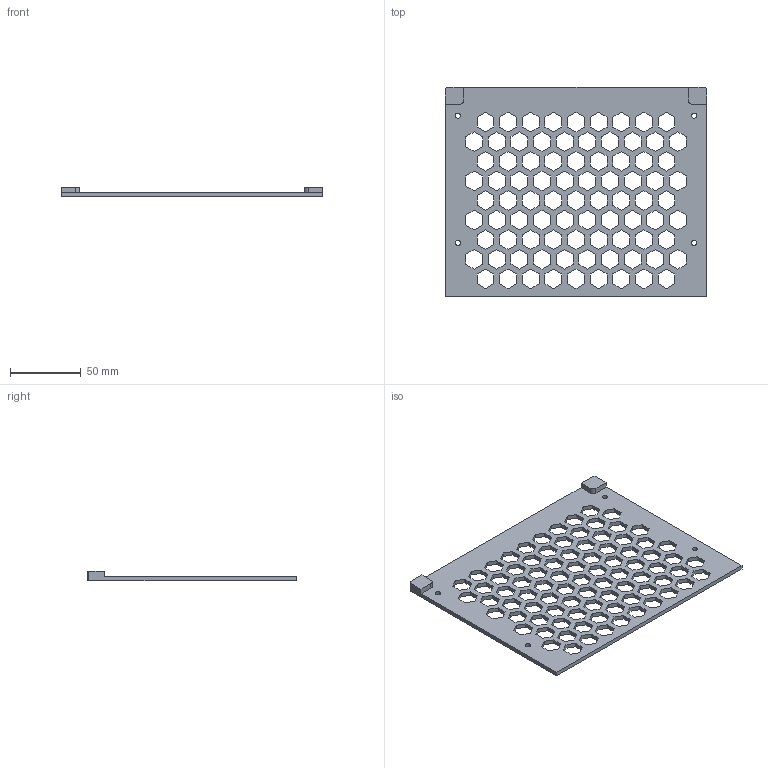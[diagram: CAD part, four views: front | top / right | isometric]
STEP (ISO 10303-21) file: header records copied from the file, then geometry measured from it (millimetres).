
FILE_DESCRIPTION(/* description */ (''),/* implementation_level */ '2;1');
FILE_NAME(/* name */ 'Rear Bottom Panel - Hex.step',/* time_stamp */ '2022-10-14T11:01:45-05:00',/* author */ (''),/* organization */ (''),/* preprocessor_version */ 'ST-DEVELOPER v19',/* originating_system */ 'Autodesk Translation Framework v11.7.0.108',/* authorisation */ '');
FILE_SCHEMA (('AUTOMOTIVE_DESIGN { 1 0 10303 214 3 1 1 }'));
Length unit declared in the file: millimetre
Products named in the file (1): Rear Bottom Panel - Hex
Bounding box: 185 x 148 x 7 mm (x, y, z)
Volume: 51443 mm3; surface area: 46591.6 mm2
Topology: 1 solids, 1 shells, 530 faces, 1584 edges, 1056 vertices
Faces by surface type: plane 524, cylinder 6
Full cylindrical faces by diameter (mm): 3.6 x4
Entity records: 17849 total; most frequent: CARTESIAN_POINT 3171, ORIENTED_EDGE 3168, DIRECTION 2658, EDGE_CURVE 1584, LINE 1572, VECTOR 1572, VERTEX_POINT 1056, EDGE_LOOP 708
